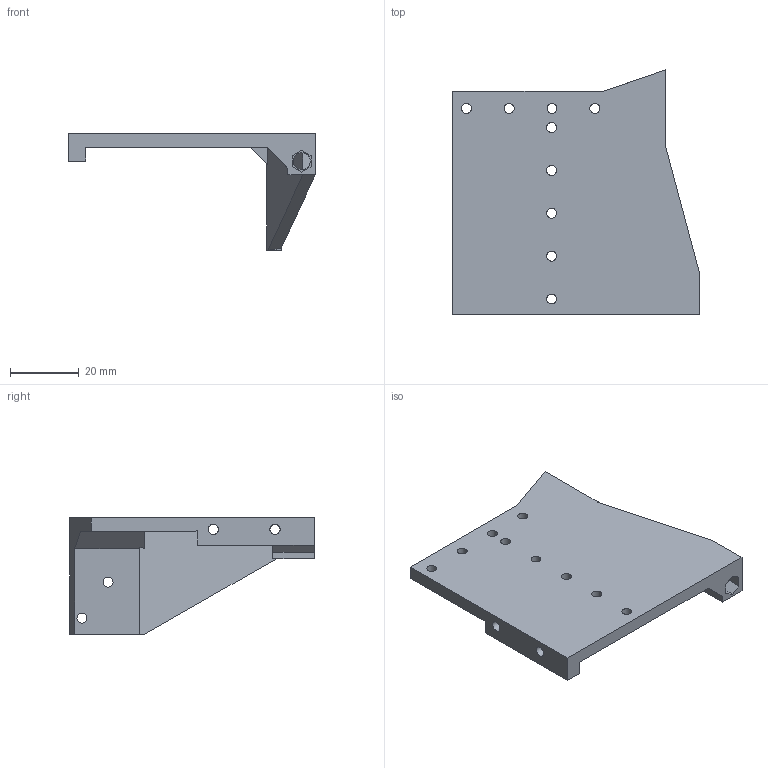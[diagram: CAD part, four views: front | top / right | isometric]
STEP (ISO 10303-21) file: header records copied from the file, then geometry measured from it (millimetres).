
FILE_DESCRIPTION(/* description */ (''),/* implementation_level */ '2;1');
FILE_NAME(/* name */ '30_cellSTORM_translation_x.ipt.step',/* time_stamp */ '2022-11-29T08:13:54+01:00',/* author */ ('diederichbenedict'),/* organization */ (''),/* preprocessor_version */ 'ST-DEVELOPER v18.1',/* originating_system */ 'Autodesk Inventor 2022',/* authorisation */ '');
FILE_SCHEMA (('AUTOMOTIVE_DESIGN { 1 0 10303 214 3 1 1 }'));
Length unit declared in the file: millimetre
Products named in the file (1): 30_cellSTORM_translation_x
Bounding box: 72 x 71.25 x 34 mm (x, y, z)
Volume: 22909.6 mm3; surface area: 14062.8 mm2
Topology: 1 solids, 1 shells, 55 faces, 179 edges, 119 vertices
Faces by surface type: plane 36, cylinder 19
Full cylindrical faces by diameter (mm): 2.9 x11, 3 x3, 5 x1
Entity records: 2264 total; most frequent: CARTESIAN_POINT 495, ORIENTED_EDGE 358, DIRECTION 338, EDGE_CURVE 179, LINE 120, VECTOR 120, VERTEX_POINT 119, AXIS2_PLACEMENT_3D 109
